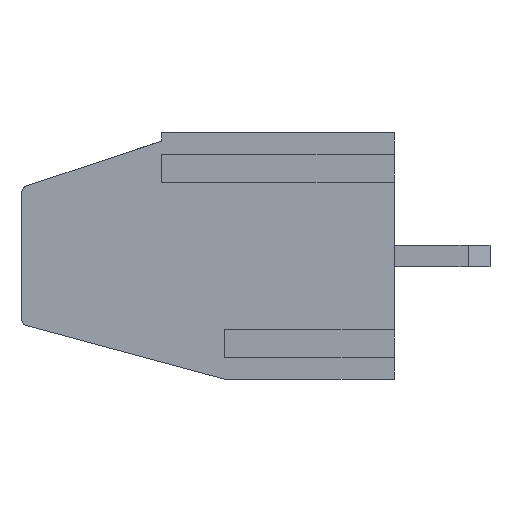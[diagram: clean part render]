
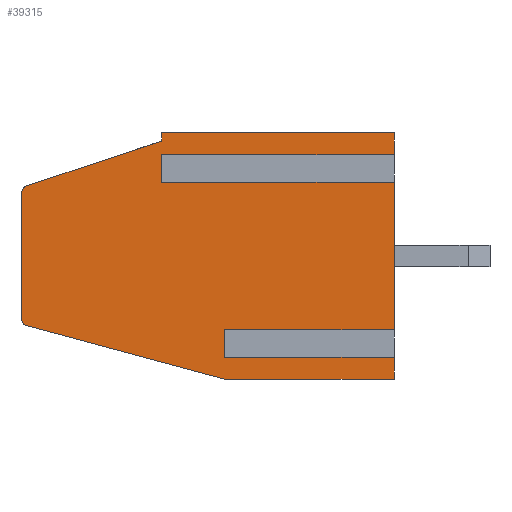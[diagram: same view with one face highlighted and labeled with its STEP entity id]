
A CAD part, left-side view. The second image highlights one B-rep face of the part: STEP entity #39315.
In plain terms, the highlighted planar face has unit normal (-1, 0, 0).
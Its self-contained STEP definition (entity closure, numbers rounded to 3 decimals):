
#302 = EDGE_CURVE ( 'NONE', #32808, #2218, #9264, .T. ) ;
#699 = CARTESIAN_POINT ( 'NONE',  ( 0., 8.5, 7.407 ) ) ;
#1141 = DIRECTION ( 'NONE',  ( 0., 0., -1. ) ) ;
#1820 = EDGE_CURVE ( 'NONE', #34151, #17330, #21002, .T. ) ;
#1952 = LINE ( 'NONE', #35660, #26702 ) ;
#2151 = DIRECTION ( 'NONE',  ( 0., 0., -1. ) ) ;
#2218 = VERTEX_POINT ( 'NONE', #29186 ) ;
#2356 = VECTOR ( 'NONE', #18911, 1000. ) ;
#2361 = DIRECTION ( 'NONE',  ( -1., 0., 0. ) ) ;
#2768 = ORIENTED_EDGE ( 'NONE', *, *, #14684, .F. ) ;
#2813 = ORIENTED_EDGE ( 'NONE', *, *, #8697, .F. ) ;
#2819 = AXIS2_PLACEMENT_3D ( 'NONE', #27541, #2361, #2151 ) ;
#3179 = ORIENTED_EDGE ( 'NONE', *, *, #15628, .F. ) ;
#3192 = CARTESIAN_POINT ( 'NONE',  ( 0., 6.2, 0. ) ) ;
#3250 = CARTESIAN_POINT ( 'NONE',  ( 0., 8.5, 8.7 ) ) ;
#3273 = CARTESIAN_POINT ( 'NONE',  ( 0., 6.2, 1.007 ) ) ;
#3467 = LINE ( 'NONE', #30510, #23420 ) ;
#3556 = VECTOR ( 'NONE', #9123, 1000. ) ;
#4051 = CARTESIAN_POINT ( 'NONE',  ( 0., 8.5, 8.7 ) ) ;
#4495 = VECTOR ( 'NONE', #12125, 1000. ) ;
#4619 = CARTESIAN_POINT ( 'NONE',  ( 0., 0., 7.993 ) ) ;
#4886 = CARTESIAN_POINT ( 'NONE',  ( 0., 8.5, 7.993 ) ) ;
#5909 = LINE ( 'NONE', #31285, #16807 ) ;
#5981 = DIRECTION ( 'NONE',  ( 0., -1., 0. ) ) ;
#6102 = ORIENTED_EDGE ( 'NONE', *, *, #18310, .T. ) ;
#6363 = LINE ( 'NONE', #23909, #16213 ) ;
#6376 = DIRECTION ( 'NONE',  ( 0., 0., -1. ) ) ;
#6455 = ORIENTED_EDGE ( 'NONE', *, *, #26546, .T. ) ;
#6953 = ORIENTED_EDGE ( 'NONE', *, *, #302, .F. ) ;
#6973 = DIRECTION ( 'NONE',  ( 0., -1., 0. ) ) ;
#7770 = EDGE_CURVE ( 'NONE', #19842, #23955, #12184, .T. ) ;
#7788 = LINE ( 'NONE', #699, #27402 ) ;
#7839 = ORIENTED_EDGE ( 'NONE', *, *, #18659, .F. ) ;
#8095 = VERTEX_POINT ( 'NONE', #21749 ) ;
#8697 = EDGE_CURVE ( 'NONE', #13498, #23798, #6363, .T. ) ;
#8962 = EDGE_CURVE ( 'NONE', #26922, #38376, #5909, .T. ) ;
#9123 = DIRECTION ( 'NONE',  ( 0., 0., 1. ) ) ;
#9155 = CARTESIAN_POINT ( 'NONE',  ( 0., 8.5, 7.993 ) ) ;
#9201 = VECTOR ( 'NONE', #9590, 1000. ) ;
#9264 = LINE ( 'NONE', #3192, #18140 ) ;
#9590 = DIRECTION ( 'NONE',  ( 0., 0., 1. ) ) ;
#10082 = CARTESIAN_POINT ( 'NONE',  ( 0., 8.5, 9. ) ) ;
#10742 = VERTEX_POINT ( 'NONE', #36744 ) ;
#11381 = CARTESIAN_POINT ( 'NONE',  ( 0., 8.5, 7.993 ) ) ;
#11495 = CARTESIAN_POINT ( 'NONE',  ( 0., 0., 1.007 ) ) ;
#11576 = CARTESIAN_POINT ( 'NONE',  ( 0., 13.463, 7.046 ) ) ;
#12125 = DIRECTION ( 'NONE',  ( 0., 0., 1. ) ) ;
#12184 = LINE ( 'NONE', #9155, #37364 ) ;
#12192 = DIRECTION ( 'NONE',  ( 0., 0., 1. ) ) ;
#12569 = EDGE_CURVE ( 'NONE', #32808, #26922, #3467, .T. ) ;
#12581 = DIRECTION ( 'NONE',  ( 0., 0., -1. ) ) ;
#12624 = LINE ( 'NONE', #37198, #9201 ) ;
#12650 = LINE ( 'NONE', #31602, #2356 ) ;
#13498 = VERTEX_POINT ( 'NONE', #11576 ) ;
#13614 = CARTESIAN_POINT ( 'NONE',  ( 0., 0., 0. ) ) ;
#14402 = VECTOR ( 'NONE', #31610, 1000. ) ;
#14525 = VERTEX_POINT ( 'NONE', #16323 ) ;
#14684 = EDGE_CURVE ( 'NONE', #23955, #30113, #7788, .T. ) ;
#14686 = VECTOR ( 'NONE', #36951, 1000. ) ;
#15278 = CARTESIAN_POINT ( 'NONE',  ( 0., 0., 1.593 ) ) ;
#15628 = EDGE_CURVE ( 'NONE', #23798, #29483, #28240, .T. ) ;
#15674 = DIRECTION ( 'NONE',  ( 0., -0.949, 0.316 ) ) ;
#15742 = DIRECTION ( 'NONE',  ( 0., 0., 1. ) ) ;
#16213 = VECTOR ( 'NONE', #15674, 1000. ) ;
#16323 = CARTESIAN_POINT ( 'NONE',  ( 0., 13.6, 6.856 ) ) ;
#16335 = ORIENTED_EDGE ( 'NONE', *, *, #8962, .T. ) ;
#16660 = VECTOR ( 'NONE', #27305, 1000. ) ;
#16807 = VECTOR ( 'NONE', #12192, 1000. ) ;
#17330 = VERTEX_POINT ( 'NONE', #27072 ) ;
#17799 = CARTESIAN_POINT ( 'NONE',  ( 0., 13.452, 1.96 ) ) ;
#18111 = CARTESIAN_POINT ( 'NONE',  ( 0., 6.2, 1.007 ) ) ;
#18140 = VECTOR ( 'NONE', #15742, 1000. ) ;
#18155 = ORIENTED_EDGE ( 'NONE', *, *, #7770, .F. ) ;
#18300 = CARTESIAN_POINT ( 'NONE',  ( 0., 13.4, 6.856 ) ) ;
#18310 = EDGE_CURVE ( 'NONE', #30557, #30113, #12624, .T. ) ;
#18372 = VERTEX_POINT ( 'NONE', #17799 ) ;
#18419 = VERTEX_POINT ( 'NONE', #20430 ) ;
#18610 = LINE ( 'NONE', #3273, #14686 ) ;
#18659 = EDGE_CURVE ( 'NONE', #2218, #18372, #25915, .T. ) ;
#18911 = DIRECTION ( 'NONE',  ( 0., -1., 0. ) ) ;
#19201 = EDGE_CURVE ( 'NONE', #18419, #18372, #29199, .T. ) ;
#19292 = CARTESIAN_POINT ( 'NONE',  ( 0., 13.6, 2. ) ) ;
#19842 = VERTEX_POINT ( 'NONE', #4886 ) ;
#20349 = EDGE_CURVE ( 'NONE', #18419, #14525, #1952, .T. ) ;
#20430 = CARTESIAN_POINT ( 'NONE',  ( 0., 13.6, 2.153 ) ) ;
#20881 = DIRECTION ( 'NONE',  ( 0., -1., 0. ) ) ;
#21002 = LINE ( 'NONE', #39314, #4495 ) ;
#21156 = LINE ( 'NONE', #18111, #26927 ) ;
#21530 = DIRECTION ( 'NONE',  ( -1., 0., 0. ) ) ;
#21749 = CARTESIAN_POINT ( 'NONE',  ( 0., 6.2, 1.007 ) ) ;
#23232 = EDGE_CURVE ( 'NONE', #29483, #17330, #12650, .T. ) ;
#23366 = FACE_OUTER_BOUND ( 'NONE', #26556, .T. ) ;
#23399 = ORIENTED_EDGE ( 'NONE', *, *, #23731, .T. ) ;
#23420 = VECTOR ( 'NONE', #37532, 1000. ) ;
#23731 = EDGE_CURVE ( 'NONE', #8095, #10742, #18610, .T. ) ;
#23798 = VERTEX_POINT ( 'NONE', #4051 ) ;
#23882 = VECTOR ( 'NONE', #20881, 1000. ) ;
#23909 = CARTESIAN_POINT ( 'NONE',  ( 0., 13.6, 7. ) ) ;
#23955 = VERTEX_POINT ( 'NONE', #32474 ) ;
#24527 = EDGE_CURVE ( 'NONE', #8095, #38376, #21156, .T. ) ;
#24767 = EDGE_CURVE ( 'NONE', #10742, #30557, #26707, .T. ) ;
#25217 = ORIENTED_EDGE ( 'NONE', *, *, #33272, .T. ) ;
#25298 = ORIENTED_EDGE ( 'NONE', *, *, #19201, .T. ) ;
#25915 = LINE ( 'NONE', #19292, #14402 ) ;
#26546 = EDGE_CURVE ( 'NONE', #19842, #34151, #26679, .T. ) ;
#26556 = EDGE_LOOP ( 'NONE', ( #2813, #25217, #37058, #25298, #7839, #6953, #32364, #16335, #31393, #23399, #31694, #6102, #2768, #18155, #6455, #38785, #30336, #3179 ) ) ;
#26679 = LINE ( 'NONE', #11381, #23882 ) ;
#26702 = VECTOR ( 'NONE', #33590, 1000. ) ;
#26707 = LINE ( 'NONE', #39022, #16660 ) ;
#26922 = VERTEX_POINT ( 'NONE', #13614 ) ;
#26927 = VECTOR ( 'NONE', #5981, 1000. ) ;
#27072 = CARTESIAN_POINT ( 'NONE',  ( 0., 0., 9. ) ) ;
#27305 = DIRECTION ( 'NONE',  ( 0., -1., 0. ) ) ;
#27402 = VECTOR ( 'NONE', #6973, 1000. ) ;
#27541 = CARTESIAN_POINT ( 'NONE',  ( 0., 13.4, 2.153 ) ) ;
#28240 = LINE ( 'NONE', #3250, #3556 ) ;
#28807 = CARTESIAN_POINT ( 'NONE',  ( 0., 13.6, 9. ) ) ;
#28856 = CARTESIAN_POINT ( 'NONE',  ( 0., 0., 7.407 ) ) ;
#29186 = CARTESIAN_POINT ( 'NONE',  ( 0., 6.2, 0. ) ) ;
#29199 = CIRCLE ( 'NONE', #2819, 0.2 ) ;
#29483 = VERTEX_POINT ( 'NONE', #10082 ) ;
#30113 = VERTEX_POINT ( 'NONE', #28856 ) ;
#30336 = ORIENTED_EDGE ( 'NONE', *, *, #23232, .F. ) ;
#30437 = AXIS2_PLACEMENT_3D ( 'NONE', #28807, #35272, #1141 ) ;
#30510 = CARTESIAN_POINT ( 'NONE',  ( 0., 13.6, 0. ) ) ;
#30557 = VERTEX_POINT ( 'NONE', #15278 ) ;
#31285 = CARTESIAN_POINT ( 'NONE',  ( 0., 0., 9. ) ) ;
#31393 = ORIENTED_EDGE ( 'NONE', *, *, #24527, .F. ) ;
#31602 = CARTESIAN_POINT ( 'NONE',  ( 0., 13.6, 9. ) ) ;
#31610 = DIRECTION ( 'NONE',  ( 0., 0.965, 0.261 ) ) ;
#31694 = ORIENTED_EDGE ( 'NONE', *, *, #24767, .T. ) ;
#32364 = ORIENTED_EDGE ( 'NONE', *, *, #12569, .T. ) ;
#32474 = CARTESIAN_POINT ( 'NONE',  ( 0., 8.5, 7.407 ) ) ;
#32808 = VERTEX_POINT ( 'NONE', #39767 ) ;
#33272 = EDGE_CURVE ( 'NONE', #13498, #14525, #37254, .T. ) ;
#33590 = DIRECTION ( 'NONE',  ( 0., 0., 1. ) ) ;
#34151 = VERTEX_POINT ( 'NONE', #4619 ) ;
#35073 = PLANE ( 'NONE',  #30437 ) ;
#35272 = DIRECTION ( 'NONE',  ( 1., 0., 0. ) ) ;
#35660 = CARTESIAN_POINT ( 'NONE',  ( 0., 13.6, 9. ) ) ;
#36744 = CARTESIAN_POINT ( 'NONE',  ( 0., 6.2, 1.593 ) ) ;
#36951 = DIRECTION ( 'NONE',  ( 0., 0., 1. ) ) ;
#37058 = ORIENTED_EDGE ( 'NONE', *, *, #20349, .F. ) ;
#37198 = CARTESIAN_POINT ( 'NONE',  ( 0., 0., 9. ) ) ;
#37254 = CIRCLE ( 'NONE', #39184, 0.2 ) ;
#37364 = VECTOR ( 'NONE', #12581, 1000. ) ;
#37532 = DIRECTION ( 'NONE',  ( 0., -1., 0. ) ) ;
#38376 = VERTEX_POINT ( 'NONE', #11495 ) ;
#38785 = ORIENTED_EDGE ( 'NONE', *, *, #1820, .T. ) ;
#39022 = CARTESIAN_POINT ( 'NONE',  ( 0., 6.2, 1.593 ) ) ;
#39184 = AXIS2_PLACEMENT_3D ( 'NONE', #18300, #21530, #6376 ) ;
#39314 = CARTESIAN_POINT ( 'NONE',  ( 0., 0., 9. ) ) ;
#39315 = ADVANCED_FACE ( 'NONE', ( #23366 ), #35073, .F. ) ;
#39767 = CARTESIAN_POINT ( 'NONE',  ( 0., 6.2, 0. ) ) ;
